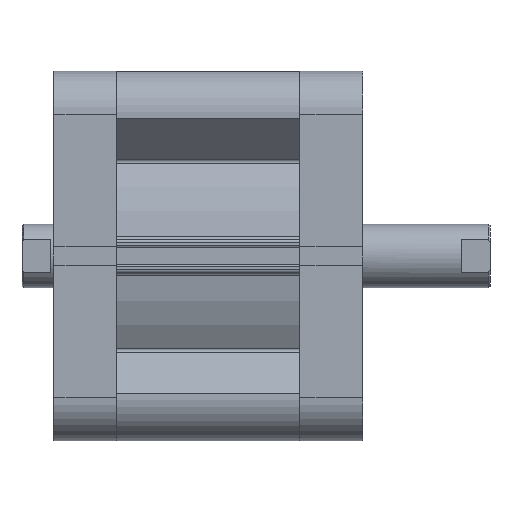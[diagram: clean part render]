
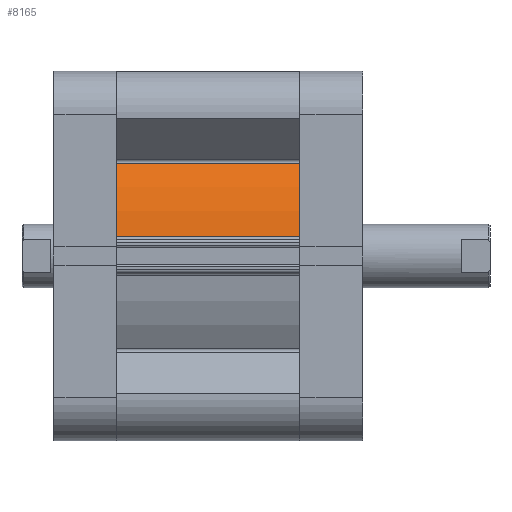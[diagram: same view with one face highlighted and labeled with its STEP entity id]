
A CAD part, front view. The second image highlights one B-rep face of the part: STEP entity #8165.
In plain terms, the highlighted cylindrical face has radius 53.5 mm (diameter 107 mm), a partial arc.
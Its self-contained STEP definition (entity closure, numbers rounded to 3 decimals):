
#111 = ORIENTED_EDGE ( 'NONE', *, *, #5923, .T. ) ;
#112 = ORIENTED_EDGE ( 'NONE', *, *, #5924, .T. ) ;
#113 = ORIENTED_EDGE ( 'NONE', *, *, #5935, .F. ) ;
#114 = ORIENTED_EDGE ( 'NONE', *, *, #5922, .T. ) ;
#1090 = VECTOR ( 'NONE', #7136, 1000. ) ;
#1091 = LINE ( 'NONE', #7130, #1092 ) ;
#1092 = VECTOR ( 'NONE', #7131, 1000. ) ;
#1094 = LINE ( 'NONE', #7135, #1090 ) ;
#1099 = CIRCLE ( 'NONE', #6562, 53.5 ) ;
#1115 = CIRCLE ( 'NONE', #6568, 53.5 ) ;
#2578 = EDGE_LOOP ( 'NONE', ( #111, #112, #113, #114 ) ) ;
#3076 = CARTESIAN_POINT ( 'NONE',  ( 6.135, -53.147, 57.5 ) ) ;
#4868 = AXIS2_PLACEMENT_3D ( 'NONE', #5551, #5550, #5549 ) ;
#5275 = FACE_OUTER_BOUND ( 'NONE', #2578, .T. ) ;
#5280 = CYLINDRICAL_SURFACE ( 'NONE', #4868, 53.5 ) ;
#5549 = DIRECTION ( 'NONE',  ( -1., 0., 0. ) ) ;
#5550 = DIRECTION ( 'NONE',  ( 0., 0., -1. ) ) ;
#5551 = CARTESIAN_POINT ( 'NONE',  ( 0., 0., 57.5 ) ) ;
#5586 = CARTESIAN_POINT ( 'NONE',  ( 28.996, -44.961, 0. ) ) ;
#5588 = CARTESIAN_POINT ( 'NONE',  ( 6.135, -53.147, 0. ) ) ;
#5922 = EDGE_CURVE ( 'NONE', #6468, #8190, #1091, .T. ) ;
#5923 = EDGE_CURVE ( 'NONE', #8190, #8188, #1099, .T. ) ;
#5924 = EDGE_CURVE ( 'NONE', #8188, #6128, #1094, .T. ) ;
#5935 = EDGE_CURVE ( 'NONE', #6468, #6128, #1115, .T. ) ;
#6128 = VERTEX_POINT ( 'NONE', #7591 ) ;
#6468 = VERTEX_POINT ( 'NONE', #3076 ) ;
#6562 = AXIS2_PLACEMENT_3D ( 'NONE', #7132, #7133, #7134 ) ;
#6568 = AXIS2_PLACEMENT_3D ( 'NONE', #7162, #7164, #7165 ) ;
#7130 = CARTESIAN_POINT ( 'NONE',  ( 6.135, -53.147, 57.5 ) ) ;
#7131 = DIRECTION ( 'NONE',  ( 0., 0., -1. ) ) ;
#7132 = CARTESIAN_POINT ( 'NONE',  ( 0., 0., 0. ) ) ;
#7133 = DIRECTION ( 'NONE',  ( 0., 0., 1. ) ) ;
#7134 = DIRECTION ( 'NONE',  ( 1., 0., 0. ) ) ;
#7135 = CARTESIAN_POINT ( 'NONE',  ( 28.996, -44.961, 57.5 ) ) ;
#7136 = DIRECTION ( 'NONE',  ( 0., 0., 1. ) ) ;
#7162 = CARTESIAN_POINT ( 'NONE',  ( 0., 0., 57.5 ) ) ;
#7164 = DIRECTION ( 'NONE',  ( 0., 0., 1. ) ) ;
#7165 = DIRECTION ( 'NONE',  ( 1., 0., 0. ) ) ;
#7591 = CARTESIAN_POINT ( 'NONE',  ( 28.996, -44.961, 57.5 ) ) ;
#8165 = ADVANCED_FACE ( 'NONE', ( #5275 ), #5280, .T. ) ;
#8188 = VERTEX_POINT ( 'NONE', #5586 ) ;
#8190 = VERTEX_POINT ( 'NONE', #5588 ) ;
